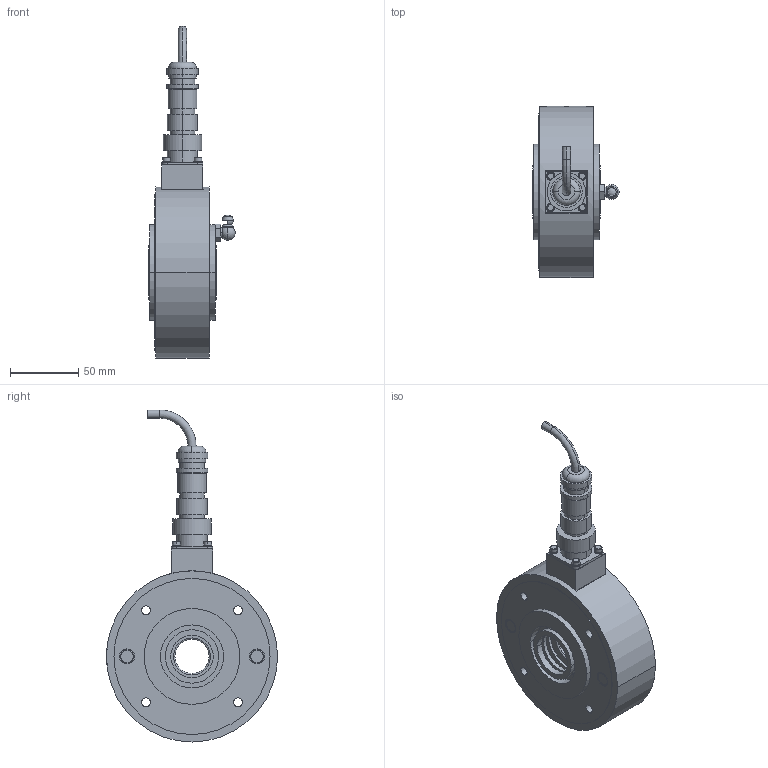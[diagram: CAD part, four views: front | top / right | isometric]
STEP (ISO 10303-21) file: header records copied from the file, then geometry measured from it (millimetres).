
FILE_DESCRIPTION((''),'2;1');
FILE_NAME('50138.stp','2007-01-12T13:15:32',(''),(''),'Mechanical Desktop 2007','Mechanical Desktop 2007',', , ');
FILE_SCHEMA(('CONFIG_CONTROL_DESIGN'));
Length unit declared in the file: millimetre
Products named in the file (28): L50138; L4832404; L48965; TEIL1AAA; L48965|FMS; L49026; TEIL1AA; I-6KT_SCHRAUBE_M6X35NKA; I-6KT_SCHRAUBE_M6X35NK; I-6KT_SCHRAUBE_M3X25; I-6KT_SCHRAUBE_M3X25A; FEDERRING_M3A; FEDERRING_M3; SICHERUNGSRING_J52; SICHERUNGSRING_J52A; L4340303; TEIL1A; KABELDOSE_PG_AMPH_4-POL; KABELDOSE_PG_AMPH_4-POLA; PENDELKUGELLAGER_1205TV; PENDELKUGELLAGER_1205TVA; L48964; TEIL1; SCHMIERNIPPEL_M10_A3; SCHMIERNIPPEL_M10_A3A; V_RING_V32A; V_RING_V32AA; RM_SDB
Assembly tree (38 placements, depth 3):
  L50138
    L4832404
    L48965
      TEIL1AAA
      L48965|FMS
    L49026
      TEIL1AA
    I-6KT_SCHRAUBE_M6X35NKA  x2
      I-6KT_SCHRAUBE_M6X35NK
    I-6KT_SCHRAUBE_M3X25  x4
      I-6KT_SCHRAUBE_M3X25A
    FEDERRING_M3A  x4
      FEDERRING_M3
    SICHERUNGSRING_J52
      SICHERUNGSRING_J52A
    L4340303  x2
      TEIL1A
    KABELDOSE_PG_AMPH_4-POL
      KABELDOSE_PG_AMPH_4-POLA
    PENDELKUGELLAGER_1205TV
      PENDELKUGELLAGER_1205TVA
    L48964
      TEIL1
    SCHMIERNIPPEL_M10_A3
      SCHMIERNIPPEL_M10_A3A
    V_RING_V32A  x2
      V_RING_V32AA
    RM_SDB  x3
Bounding box: 63.06 x 125 x 242.5 mm (x, y, z)
Volume: 491950.4 mm3; surface area: 148109.4 mm2
Topology: 22 solids, 22 shells, 439 faces, 1069 edges, 715 vertices
Faces by surface type: cylinder 258, plane 109, cone 38, torus 24, bspline 6, sphere 4
Entity records: 10970 total; most frequent: CARTESIAN_POINT 2089, DIRECTION 2024, ORIENTED_EDGE 1560, AXIS2_PLACEMENT_3D 867, EDGE_CURVE 780, VERTEX_POINT 519, CIRCLE 503, EDGE_LOOP 455
